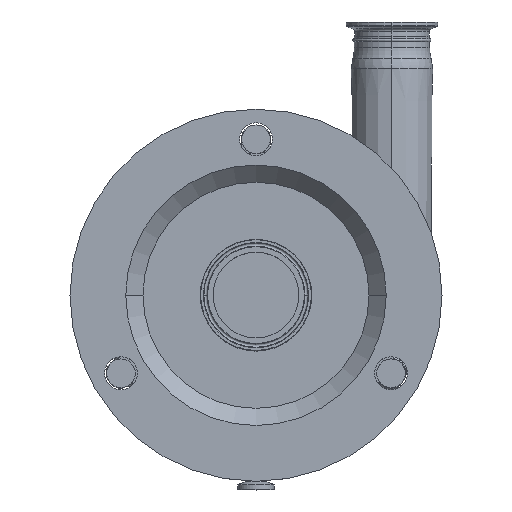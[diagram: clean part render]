
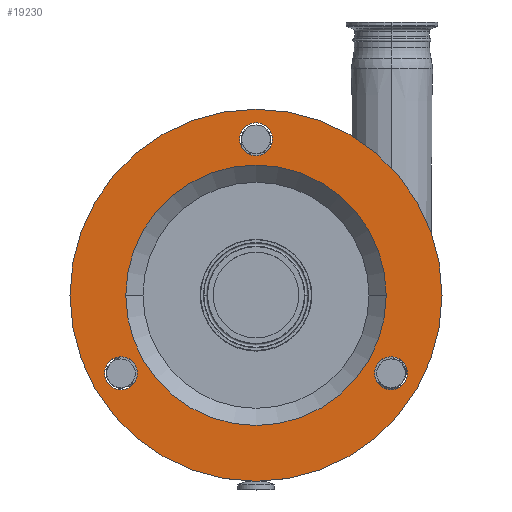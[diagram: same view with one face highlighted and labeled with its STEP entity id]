
A CAD part, top view. The second image highlights one B-rep face of the part: STEP entity #19230.
In plain terms, the highlighted planar face has unit normal (0, 0, 1).
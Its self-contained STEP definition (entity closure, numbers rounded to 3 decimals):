
#409 = VERTEX_POINT ( 'NONE', #951 ) ;
#569 = DIRECTION ( 'NONE',  ( 1., 0., 0. ) ) ;
#596 = CIRCLE ( 'NONE', #10493, 130. ) ;
#722 = DIRECTION ( 'NONE',  ( -0.5, 0.866, 0. ) ) ;
#766 = CARTESIAN_POINT ( 'NONE',  ( 94.397, -54.5, 217. ) ) ;
#951 = CARTESIAN_POINT ( 'NONE',  ( -100.147, -44.541, 217. ) ) ;
#1454 = EDGE_LOOP ( 'NONE', ( #10126, #2979 ) ) ;
#1505 = CARTESIAN_POINT ( 'NONE',  ( 0., 0., 217. ) ) ;
#1563 = AXIS2_PLACEMENT_3D ( 'NONE', #18724, #2986, #18843 ) ;
#2324 = DIRECTION ( 'NONE',  ( 1., 0., 0. ) ) ;
#2335 = VERTEX_POINT ( 'NONE', #7740 ) ;
#2361 = VERTEX_POINT ( 'NONE', #24906 ) ;
#2464 = CIRCLE ( 'NONE', #7830, 11.5 ) ;
#2506 = AXIS2_PLACEMENT_3D ( 'NONE', #12989, #8474, #722 ) ;
#2944 = EDGE_LOOP ( 'NONE', ( #17165, #3664 ) ) ;
#2979 = ORIENTED_EDGE ( 'NONE', *, *, #23104, .T. ) ;
#2986 = DIRECTION ( 'NONE',  ( 0., 0., 1. ) ) ;
#3551 = DIRECTION ( 'NONE',  ( -0.5, 0.866, 0. ) ) ;
#3664 = ORIENTED_EDGE ( 'NONE', *, *, #19020, .F. ) ;
#3814 = AXIS2_PLACEMENT_3D ( 'NONE', #22804, #7316, #10939 ) ;
#4072 = CARTESIAN_POINT ( 'NONE',  ( -91., 0., 217. ) ) ;
#4274 = ORIENTED_EDGE ( 'NONE', *, *, #16977, .F. ) ;
#4354 = EDGE_CURVE ( 'NONE', #23789, #21971, #19060, .T. ) ;
#4890 = EDGE_LOOP ( 'NONE', ( #25000, #25387 ) ) ;
#5055 = CARTESIAN_POINT ( 'NONE',  ( 0., 109., 217. ) ) ;
#5620 = EDGE_LOOP ( 'NONE', ( #4274, #24552 ) ) ;
#5664 = AXIS2_PLACEMENT_3D ( 'NONE', #1505, #24988, #18796 ) ;
#6057 = DIRECTION ( 'NONE',  ( 0., 0., 1. ) ) ;
#6678 = AXIS2_PLACEMENT_3D ( 'NONE', #13549, #6057, #15984 ) ;
#6692 = EDGE_LOOP ( 'NONE', ( #15328, #15234 ) ) ;
#6935 = FACE_BOUND ( 'NONE', #2944, .T. ) ;
#7038 = CIRCLE ( 'NONE', #2506, 11.5 ) ;
#7316 = DIRECTION ( 'NONE',  ( 0., 0., -1. ) ) ;
#7740 = CARTESIAN_POINT ( 'NONE',  ( 88.647, -64.459, 217. ) ) ;
#7830 = AXIS2_PLACEMENT_3D ( 'NONE', #19433, #25102, #3551 ) ;
#8474 = DIRECTION ( 'NONE',  ( 0., 0., 1. ) ) ;
#8634 = DIRECTION ( 'NONE',  ( -0.5, -0.866, 0. ) ) ;
#8915 = DIRECTION ( 'NONE',  ( 0., 0., 1. ) ) ;
#9051 = DIRECTION ( 'NONE',  ( 0., 0., 1. ) ) ;
#9176 = CARTESIAN_POINT ( 'NONE',  ( 11.5, 109., 217. ) ) ;
#9251 = EDGE_CURVE ( 'NONE', #23678, #2335, #24090, .T. ) ;
#9376 = FACE_BOUND ( 'NONE', #6692, .T. ) ;
#9768 = EDGE_CURVE ( 'NONE', #21971, #23789, #20908, .T. ) ;
#10126 = ORIENTED_EDGE ( 'NONE', *, *, #11175, .T. ) ;
#10408 = VERTEX_POINT ( 'NONE', #9176 ) ;
#10493 = AXIS2_PLACEMENT_3D ( 'NONE', #19746, #23861, #2324 ) ;
#10561 = VERTEX_POINT ( 'NONE', #21943 ) ;
#10939 = DIRECTION ( 'NONE',  ( 0., -1., 0. ) ) ;
#11175 = EDGE_CURVE ( 'NONE', #24814, #2361, #12684, .T. ) ;
#11256 = CARTESIAN_POINT ( 'NONE',  ( -11.5, 109., 217. ) ) ;
#12684 = CIRCLE ( 'NONE', #1563, 130. ) ;
#12989 = CARTESIAN_POINT ( 'NONE',  ( -94.397, -54.5, 217. ) ) ;
#13549 = CARTESIAN_POINT ( 'NONE',  ( 0., 109., 217. ) ) ;
#14743 = CARTESIAN_POINT ( 'NONE',  ( 91., 0., 217. ) ) ;
#15234 = ORIENTED_EDGE ( 'NONE', *, *, #9251, .F. ) ;
#15328 = ORIENTED_EDGE ( 'NONE', *, *, #18064, .F. ) ;
#15984 = DIRECTION ( 'NONE',  ( 1., 0., 0. ) ) ;
#16020 = EDGE_CURVE ( 'NONE', #10561, #409, #2464, .T. ) ;
#16337 = EDGE_CURVE ( 'NONE', #10408, #20794, #21851, .T. ) ;
#16514 = DIRECTION ( 'NONE',  ( 0., 0., 1. ) ) ;
#16734 = PLANE ( 'NONE',  #3814 ) ;
#16977 = EDGE_CURVE ( 'NONE', #409, #10561, #7038, .T. ) ;
#17000 = AXIS2_PLACEMENT_3D ( 'NONE', #18278, #21784, #24092 ) ;
#17165 = ORIENTED_EDGE ( 'NONE', *, *, #16337, .F. ) ;
#17797 = CIRCLE ( 'NONE', #19437, 11.5 ) ;
#18064 = EDGE_CURVE ( 'NONE', #2335, #23678, #17797, .T. ) ;
#18278 = CARTESIAN_POINT ( 'NONE',  ( 0., 0., 217. ) ) ;
#18318 = AXIS2_PLACEMENT_3D ( 'NONE', #766, #16514, #8634 ) ;
#18724 = CARTESIAN_POINT ( 'NONE',  ( 0., 0., 217. ) ) ;
#18729 = CARTESIAN_POINT ( 'NONE',  ( 94.397, -54.5, 217. ) ) ;
#18796 = DIRECTION ( 'NONE',  ( 1., 0., 0. ) ) ;
#18843 = DIRECTION ( 'NONE',  ( 1., 0., 0. ) ) ;
#19020 = EDGE_CURVE ( 'NONE', #20794, #10408, #22336, .T. ) ;
#19060 = CIRCLE ( 'NONE', #17000, 91. ) ;
#19230 = ADVANCED_FACE ( 'NONE', ( #21128, #9376, #23054, #6935, #24986 ), #16734, .F. ) ;
#19433 = CARTESIAN_POINT ( 'NONE',  ( -94.397, -54.5, 217. ) ) ;
#19437 = AXIS2_PLACEMENT_3D ( 'NONE', #18729, #9051, #25182 ) ;
#19746 = CARTESIAN_POINT ( 'NONE',  ( 0., 0., 217. ) ) ;
#19805 = AXIS2_PLACEMENT_3D ( 'NONE', #5055, #8915, #569 ) ;
#20794 = VERTEX_POINT ( 'NONE', #11256 ) ;
#20908 = CIRCLE ( 'NONE', #5664, 91. ) ;
#21128 = FACE_OUTER_BOUND ( 'NONE', #1454, .T. ) ;
#21237 = CARTESIAN_POINT ( 'NONE',  ( 100.147, -44.541, 217. ) ) ;
#21784 = DIRECTION ( 'NONE',  ( 0., 0., 1. ) ) ;
#21851 = CIRCLE ( 'NONE', #19805, 11.5 ) ;
#21943 = CARTESIAN_POINT ( 'NONE',  ( -88.647, -64.459, 217. ) ) ;
#21971 = VERTEX_POINT ( 'NONE', #14743 ) ;
#22336 = CIRCLE ( 'NONE', #6678, 11.5 ) ;
#22804 = CARTESIAN_POINT ( 'NONE',  ( 0., 39., 217. ) ) ;
#23054 = FACE_BOUND ( 'NONE', #5620, .T. ) ;
#23090 = CARTESIAN_POINT ( 'NONE',  ( 130., 0., 217. ) ) ;
#23104 = EDGE_CURVE ( 'NONE', #2361, #24814, #596, .T. ) ;
#23678 = VERTEX_POINT ( 'NONE', #21237 ) ;
#23789 = VERTEX_POINT ( 'NONE', #4072 ) ;
#23861 = DIRECTION ( 'NONE',  ( 0., 0., 1. ) ) ;
#24090 = CIRCLE ( 'NONE', #18318, 11.5 ) ;
#24092 = DIRECTION ( 'NONE',  ( 1., 0., 0. ) ) ;
#24552 = ORIENTED_EDGE ( 'NONE', *, *, #16020, .F. ) ;
#24814 = VERTEX_POINT ( 'NONE', #23090 ) ;
#24906 = CARTESIAN_POINT ( 'NONE',  ( -130., 0., 217. ) ) ;
#24986 = FACE_BOUND ( 'NONE', #4890, .T. ) ;
#24988 = DIRECTION ( 'NONE',  ( 0., 0., 1. ) ) ;
#25000 = ORIENTED_EDGE ( 'NONE', *, *, #9768, .F. ) ;
#25102 = DIRECTION ( 'NONE',  ( 0., 0., 1. ) ) ;
#25182 = DIRECTION ( 'NONE',  ( -0.5, -0.866, 0. ) ) ;
#25387 = ORIENTED_EDGE ( 'NONE', *, *, #4354, .F. ) ;
